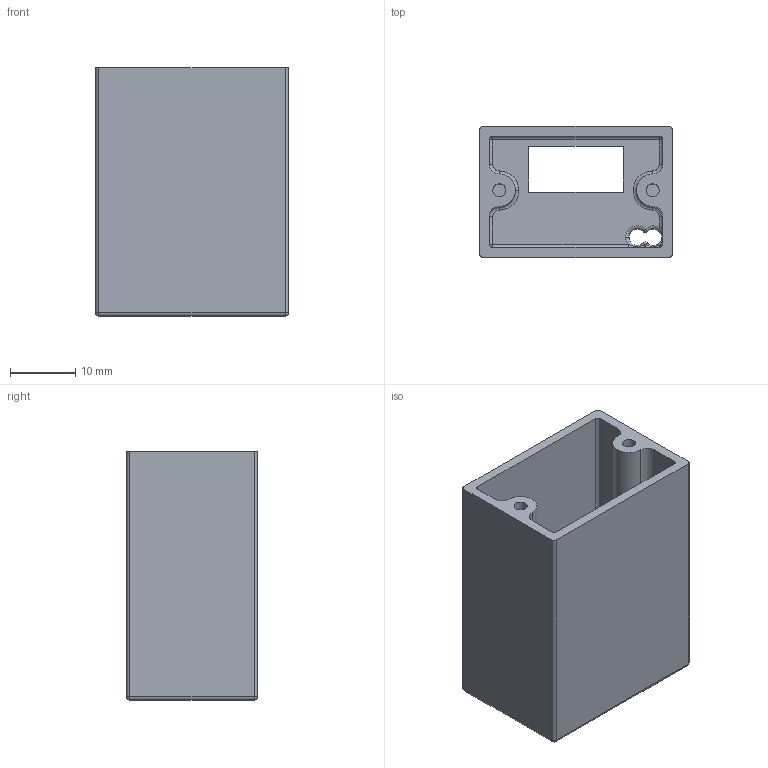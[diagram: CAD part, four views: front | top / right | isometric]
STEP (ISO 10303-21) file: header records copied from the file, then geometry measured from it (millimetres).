
FILE_DESCRIPTION(('HOOPS Exchange Step'),'2;1');
FILE_NAME('export-6ED97EFB-FFAB-4626-B7B5-9F597769B24F.stp','2025-10-19T14:30:43+02:00',('Schechner'),('Alibre'),'HOOPS Exchange 2020.0','Alibre','Unknown authorisation');
FILE_SCHEMA( ('AP242_MANAGED_MODEL_BASED_3D_ENGINEERING_MIM_LF {1 0 10303 442 1 1 4 }') );
Length unit declared in the file: centimetre
Products named in the file (1): Ladeplatinengehäuse
Bounding box: 29.5 x 20 x 38 mm (x, y, z)
Volume: 7375.2 mm3; surface area: 8583.3 mm2
Topology: 1 solids, 1 shells, 80 faces, 196 edges, 109 vertices
Faces by surface type: cylinder 32, plane 19, torus 14, sphere 12, bspline 3
Full cylindrical faces by diameter (mm): 2 x2
Entity records: 3304 total; most frequent: CARTESIAN_POINT 1392, DIRECTION 442, ORIENTED_EDGE 370, EDGE_CURVE 185, AXIS2_PLACEMENT_3D 184, VERTEX_POINT 109, CIRCLE 105, EDGE_LOOP 86
